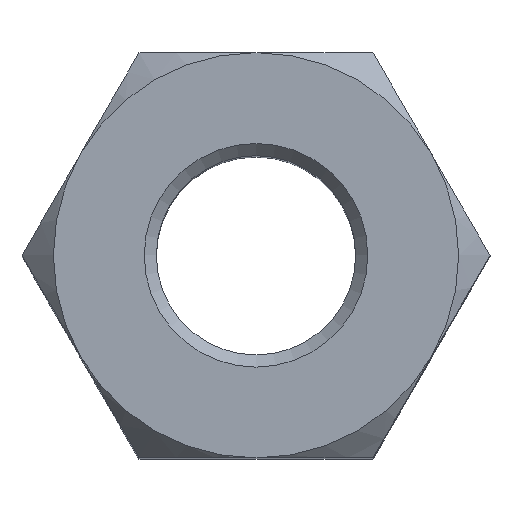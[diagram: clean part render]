
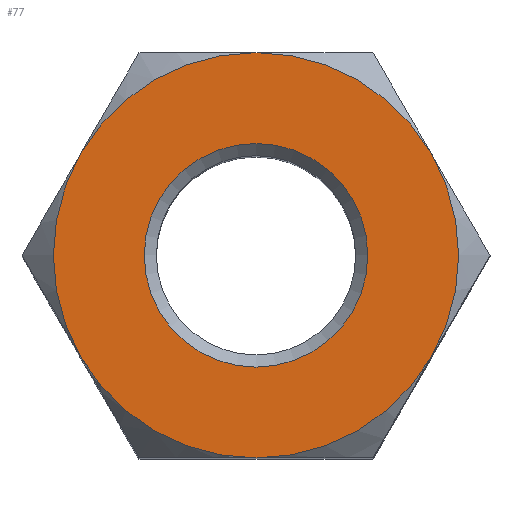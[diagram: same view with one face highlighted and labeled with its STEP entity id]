
A CAD part, top view. The second image highlights one B-rep face of the part: STEP entity #77.
In plain terms, the highlighted planar face has unit normal (0, 0, 1).
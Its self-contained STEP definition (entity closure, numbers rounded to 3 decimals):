
#77 = ADVANCED_FACE( '', ( #158, #159 ), #160, .T. );
#158 = FACE_BOUND( '', #239, .T. );
#159 = FACE_OUTER_BOUND( '', #240, .T. );
#160 = PLANE( '', #241 );
#239 = EDGE_LOOP( '', ( #380 ) );
#240 = EDGE_LOOP( '', ( #381, #382, #383, #384, #385, #386 ) );
#241 = AXIS2_PLACEMENT_3D( '', #387, #388, #389 );
#380 = ORIENTED_EDGE( '', *, *, #494, .T. );
#381 = ORIENTED_EDGE( '', *, *, #504, .F. );
#382 = ORIENTED_EDGE( '', *, *, #492, .F. );
#383 = ORIENTED_EDGE( '', *, *, #496, .F. );
#384 = ORIENTED_EDGE( '', *, *, #505, .T. );
#385 = ORIENTED_EDGE( '', *, *, #467, .F. );
#386 = ORIENTED_EDGE( '', *, *, #502, .F. );
#387 = CARTESIAN_POINT( '', ( 0., 0., 10. ) );
#388 = DIRECTION( '', ( 0., 0., 1. ) );
#389 = DIRECTION( '', ( 1., 0., 0. ) );
#467 = EDGE_CURVE( '', #549, #544, #550, .F. );
#492 = EDGE_CURVE( '', #585, #558, #587, .F. );
#494 = EDGE_CURVE( '', #589, #589, #590, .T. );
#496 = EDGE_CURVE( '', #524, #585, #592, .F. );
#502 = EDGE_CURVE( '', #597, #549, #599, .F. );
#504 = EDGE_CURVE( '', #558, #597, #601, .F. );
#505 = EDGE_CURVE( '', #524, #544, #602, .T. );
#524 = VERTEX_POINT( '', #629 );
#544 = VERTEX_POINT( '', #693 );
#549 = VERTEX_POINT( '', #715 );
#550 = CIRCLE( '', #716, 5. );
#558 = VERTEX_POINT( '', #737 );
#585 = VERTEX_POINT( '', #802 );
#587 = CIRCLE( '', #809, 5. );
#589 = VERTEX_POINT( '', #811 );
#590 = CIRCLE( '', #812, 2.759 );
#592 = CIRCLE( '', #814, 5. );
#597 = VERTEX_POINT( '', #826 );
#599 = CIRCLE( '', #835, 5. );
#601 = CIRCLE( '', #837, 5. );
#602 = CIRCLE( '', #838, 5. );
#629 = CARTESIAN_POINT( '', ( 0., 5., 10. ) );
#693 = CARTESIAN_POINT( '', ( -4.33, 2.5, 10. ) );
#715 = CARTESIAN_POINT( '', ( -4.33, -2.5, 10. ) );
#716 = AXIS2_PLACEMENT_3D( '', #876, #877, #878 );
#737 = CARTESIAN_POINT( '', ( 4.33, -2.5, 10. ) );
#802 = CARTESIAN_POINT( '', ( 4.33, 2.5, 10. ) );
#809 = AXIS2_PLACEMENT_3D( '', #897, #898, #899 );
#811 = CARTESIAN_POINT( '', ( 0., 2.759, 10. ) );
#812 = AXIS2_PLACEMENT_3D( '', #900, #901, #902 );
#814 = AXIS2_PLACEMENT_3D( '', #903, #904, #905 );
#826 = CARTESIAN_POINT( '', ( 0., -5., 10. ) );
#835 = AXIS2_PLACEMENT_3D( '', #909, #910, #911 );
#837 = AXIS2_PLACEMENT_3D( '', #912, #913, #914 );
#838 = AXIS2_PLACEMENT_3D( '', #915, #916, #917 );
#876 = CARTESIAN_POINT( '', ( 0., 0., 10. ) );
#877 = DIRECTION( '', ( 0., 0., 1. ) );
#878 = DIRECTION( '', ( 1., 0., 0. ) );
#897 = CARTESIAN_POINT( '', ( 0., 0., 10. ) );
#898 = DIRECTION( '', ( 0., 0., 1. ) );
#899 = DIRECTION( '', ( 1., 0., 0. ) );
#900 = CARTESIAN_POINT( '', ( 0., 0., 10. ) );
#901 = DIRECTION( '', ( 0., 0., -1. ) );
#902 = DIRECTION( '', ( 0., 1., 0. ) );
#903 = CARTESIAN_POINT( '', ( 0., 0., 10. ) );
#904 = DIRECTION( '', ( 0., 0., 1. ) );
#905 = DIRECTION( '', ( 1., 0., 0. ) );
#909 = CARTESIAN_POINT( '', ( 0., 0., 10. ) );
#910 = DIRECTION( '', ( 0., 0., 1. ) );
#911 = DIRECTION( '', ( 1., 0., 0. ) );
#912 = CARTESIAN_POINT( '', ( 0., 0., 10. ) );
#913 = DIRECTION( '', ( 0., 0., 1. ) );
#914 = DIRECTION( '', ( 1., 0., 0. ) );
#915 = CARTESIAN_POINT( '', ( 0., 0., 10. ) );
#916 = DIRECTION( '', ( 0., 0., 1. ) );
#917 = DIRECTION( '', ( 1., 0., 0. ) );
